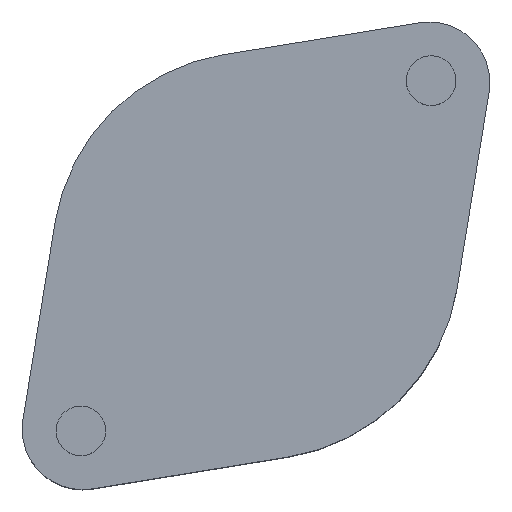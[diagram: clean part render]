
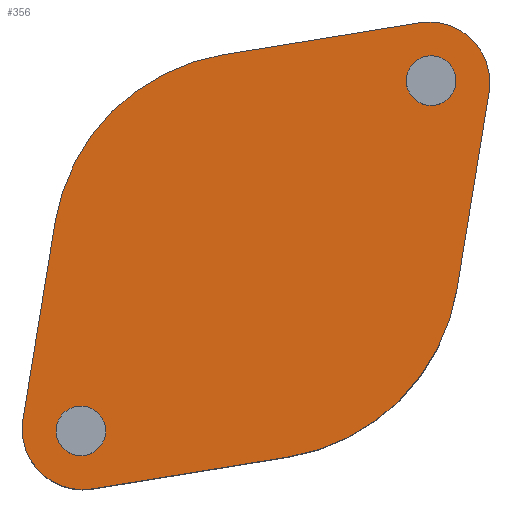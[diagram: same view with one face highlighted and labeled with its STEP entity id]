
A CAD part, top view. The second image highlights one B-rep face of the part: STEP entity #356.
In plain terms, the highlighted planar face has unit normal (0, 0, 1).
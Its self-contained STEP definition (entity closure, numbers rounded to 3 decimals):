
#26=FACE_BOUND('',#87,.T.);
#27=FACE_BOUND('',#88,.T.);
#42=PLANE('',#418);
#64=FACE_OUTER_BOUND('',#86,.T.);
#86=EDGE_LOOP('',(#304,#305,#306,#307,#308,#309,#310,#311));
#87=EDGE_LOOP('',(#312));
#88=EDGE_LOOP('',(#313));
#102=LINE('',#620,#124);
#106=LINE('',#632,#128);
#110=LINE('',#644,#132);
#114=LINE('',#656,#136);
#124=VECTOR('',#494,10.);
#128=VECTOR('',#506,10.);
#132=VECTOR('',#518,10.);
#136=VECTOR('',#530,10.);
#139=CIRCLE('',#380,1.95);
#141=CIRCLE('',#384,1.95);
#151=CIRCLE('',#405,16.);
#153=CIRCLE('',#409,4.75);
#155=CIRCLE('',#413,16.);
#157=CIRCLE('',#417,4.75);
#173=VERTEX_POINT('',#574);
#175=VERTEX_POINT('',#581);
#186=VERTEX_POINT('',#617);
#187=VERTEX_POINT('',#619);
#189=VERTEX_POINT('',#625);
#191=VERTEX_POINT('',#631);
#193=VERTEX_POINT('',#637);
#195=VERTEX_POINT('',#643);
#197=VERTEX_POINT('',#649);
#199=VERTEX_POINT('',#655);
#202=EDGE_CURVE('',#173,#173,#139,.T.);
#205=EDGE_CURVE('',#175,#175,#141,.T.);
#220=EDGE_CURVE('',#187,#186,#102,.T.);
#223=EDGE_CURVE('',#189,#187,#151,.T.);
#226=EDGE_CURVE('',#191,#189,#106,.T.);
#229=EDGE_CURVE('',#193,#191,#153,.T.);
#232=EDGE_CURVE('',#195,#193,#110,.T.);
#235=EDGE_CURVE('',#197,#195,#155,.T.);
#238=EDGE_CURVE('',#199,#197,#114,.T.);
#241=EDGE_CURVE('',#186,#199,#157,.T.);
#304=ORIENTED_EDGE('',*,*,#241,.T.);
#305=ORIENTED_EDGE('',*,*,#238,.T.);
#306=ORIENTED_EDGE('',*,*,#235,.T.);
#307=ORIENTED_EDGE('',*,*,#232,.T.);
#308=ORIENTED_EDGE('',*,*,#229,.T.);
#309=ORIENTED_EDGE('',*,*,#226,.T.);
#310=ORIENTED_EDGE('',*,*,#223,.T.);
#311=ORIENTED_EDGE('',*,*,#220,.T.);
#312=ORIENTED_EDGE('',*,*,#202,.T.);
#313=ORIENTED_EDGE('',*,*,#205,.T.);
#356=ADVANCED_FACE('',(#64,#26,#27),#42,.T.);
#380=AXIS2_PLACEMENT_3D('',#576,#441,#442);
#384=AXIS2_PLACEMENT_3D('',#583,#450,#451);
#405=AXIS2_PLACEMENT_3D('',#626,#500,#501);
#409=AXIS2_PLACEMENT_3D('',#638,#512,#513);
#413=AXIS2_PLACEMENT_3D('',#650,#524,#525);
#417=AXIS2_PLACEMENT_3D('',#660,#536,#537);
#418=AXIS2_PLACEMENT_3D('',#661,#538,#539);
#441=DIRECTION('center_axis',(0.,0.,-1.));
#442=DIRECTION('ref_axis',(-1.,0.,0.));
#450=DIRECTION('center_axis',(0.,0.,-1.));
#451=DIRECTION('ref_axis',(-1.,0.,0.));
#494=DIRECTION('',(0.161,0.987,0.));
#500=DIRECTION('center_axis',(0.,0.,1.));
#501=DIRECTION('ref_axis',(0.161,-0.987,0.));
#506=DIRECTION('',(0.987,0.161,0.));
#512=DIRECTION('center_axis',(0.,0.,1.));
#513=DIRECTION('ref_axis',(-0.987,0.161,0.));
#518=DIRECTION('',(-0.161,-0.987,0.));
#524=DIRECTION('center_axis',(0.,0.,1.));
#525=DIRECTION('ref_axis',(-0.161,0.987,0.));
#530=DIRECTION('',(-0.987,-0.161,0.));
#536=DIRECTION('center_axis',(0.,0.,1.));
#537=DIRECTION('ref_axis',(0.987,-0.161,0.));
#538=DIRECTION('center_axis',(0.,0.,1.));
#539=DIRECTION('ref_axis',(1.,0.,0.));
#574=CARTESIAN_POINT('',(-26.107,-29.479,16.));
#576=CARTESIAN_POINT('Origin',(-28.057,-29.479,16.));
#581=CARTESIAN_POINT('',(1.4,-1.973,16.));
#583=CARTESIAN_POINT('Origin',(-0.55,-1.973,16.));
#617=CARTESIAN_POINT('',(3.997,-2.877,16.));
#619=CARTESIAN_POINT('',(1.489,-18.295,16.));
#620=CARTESIAN_POINT('',(1.489,-18.295,16.));
#625=CARTESIAN_POINT('',(-11.735,-31.519,16.));
#626=CARTESIAN_POINT('Origin',(-14.303,-15.726,16.));
#631=CARTESIAN_POINT('',(-27.153,-34.026,16.));
#632=CARTESIAN_POINT('',(-27.153,-34.026,16.));
#637=CARTESIAN_POINT('',(-32.604,-28.575,16.));
#638=CARTESIAN_POINT('Origin',(-27.915,-29.338,16.));
#643=CARTESIAN_POINT('',(-30.096,-13.158,16.));
#644=CARTESIAN_POINT('',(-30.096,-13.158,16.));
#649=CARTESIAN_POINT('',(-16.872,0.066,16.));
#650=CARTESIAN_POINT('Origin',(-14.303,-15.726,16.));
#655=CARTESIAN_POINT('',(-1.454,2.574,16.));
#656=CARTESIAN_POINT('',(-1.454,2.574,16.));
#660=CARTESIAN_POINT('Origin',(-0.692,-2.114,16.));
#661=CARTESIAN_POINT('Origin',(-14.303,-15.726,16.));
